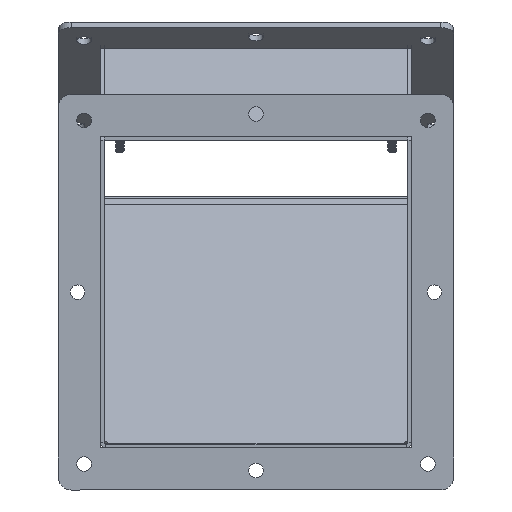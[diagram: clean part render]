
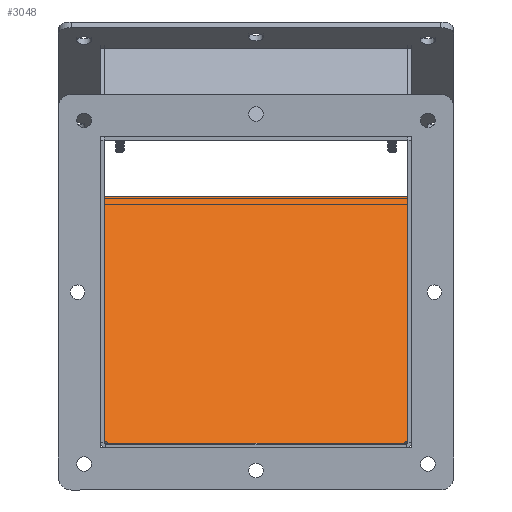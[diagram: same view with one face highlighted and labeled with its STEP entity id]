
A CAD part, front view. The second image highlights one B-rep face of the part: STEP entity #3048.
In plain terms, the highlighted planar face has unit normal (0, -0.866, 0.5).
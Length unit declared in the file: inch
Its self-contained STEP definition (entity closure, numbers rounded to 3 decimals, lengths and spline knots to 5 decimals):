
#328=PLANE('',#3225);
#425=FACE_OUTER_BOUND('',#589,.T.);
#589=EDGE_LOOP('',(#2188,#2189,#2190,#2191,#2192,#2193));
#768=CIRCLE('',#3220,0.07);
#771=CIRCLE('',#3226,0.07);
#927=LINE('',#4382,#1138);
#929=LINE('',#4386,#1140);
#930=LINE('',#4390,#1141);
#931=LINE('',#4391,#1142);
#1138=VECTOR('',#3633,5.43756);
#1140=VECTOR('',#3637,5.72323);
#1141=VECTOR('',#3640,5.43756);
#1142=VECTOR('',#3641,5.85059);
#1337=VERTEX_POINT('',#4363);
#1338=VERTEX_POINT('',#4365);
#1344=VERTEX_POINT('',#4381);
#1345=VERTEX_POINT('',#4385);
#1346=VERTEX_POINT('',#4387);
#1347=VERTEX_POINT('',#4389);
#1682=EDGE_CURVE('',#1337,#1338,#768,.T.);
#1690=EDGE_CURVE('',#1338,#1344,#927,.T.);
#1692=EDGE_CURVE('',#1337,#1345,#929,.T.);
#1693=EDGE_CURVE('',#1346,#1345,#771,.T.);
#1694=EDGE_CURVE('',#1347,#1346,#930,.T.);
#1695=EDGE_CURVE('',#1347,#1344,#931,.T.);
#2188=ORIENTED_EDGE('',*,*,#1682,.F.);
#2189=ORIENTED_EDGE('',*,*,#1692,.T.);
#2190=ORIENTED_EDGE('',*,*,#1693,.F.);
#2191=ORIENTED_EDGE('',*,*,#1694,.F.);
#2192=ORIENTED_EDGE('',*,*,#1695,.T.);
#2193=ORIENTED_EDGE('',*,*,#1690,.F.);
#3048=ADVANCED_FACE('',(#425),#328,.T.);
#3220=AXIS2_PLACEMENT_3D('',#4366,#3618,#3619);
#3225=AXIS2_PLACEMENT_3D('',#4384,#3635,#3636);
#3226=AXIS2_PLACEMENT_3D('',#4388,#3638,#3639);
#3618=DIRECTION('center_axis',(0.,-0.866,
0.5));
#3619=DIRECTION('ref_axis',(1.,0.,0.));
#3633=DIRECTION('',(0.,0.5,0.866));
#3635=DIRECTION('center_axis',(0.,-0.866,
0.5));
#3636=DIRECTION('ref_axis',(1.,0.,0.));
#3637=DIRECTION('',(1.,0.,0.));
#3638=DIRECTION('center_axis',(0.,-0.866,
0.5));
#3639=DIRECTION('ref_axis',(1.,0.,0.));
#3640=DIRECTION('',(0.,-0.5,-0.866));
#3641=DIRECTION('',(-1.,0.,0.));
#4363=CARTESIAN_POINT('',(-2.86162,20.4663,0.08962));
#4365=CARTESIAN_POINT('',(-2.92529,20.49018,0.131));
#4366=CARTESIAN_POINT('Origin',(-2.92801,20.45521,0.07042));
#4381=CARTESIAN_POINT('',(-2.92529,23.20896,4.84006));
#4382=CARTESIAN_POINT('',(-2.92529,21.83209,2.45524));
#4384=CARTESIAN_POINT('Origin',(0.,21.82654,2.44564));
#4385=CARTESIAN_POINT('',(2.86162,20.4663,0.08962));
#4386=CARTESIAN_POINT('',(0.,20.4663,0.08962));
#4387=CARTESIAN_POINT('',(2.92529,20.49018,0.131));
#4388=CARTESIAN_POINT('Origin',(2.92801,20.45521,0.07042));
#4389=CARTESIAN_POINT('',(2.92529,23.20896,4.84006));
#4390=CARTESIAN_POINT('',(2.92529,21.83209,2.45524));
#4391=CARTESIAN_POINT('',(3.,23.20896,4.84006));
